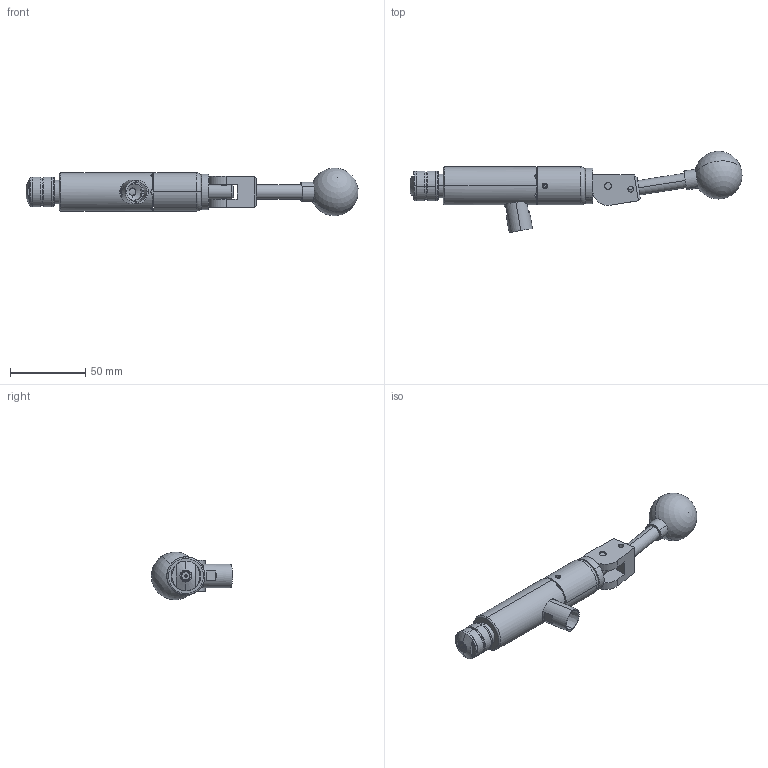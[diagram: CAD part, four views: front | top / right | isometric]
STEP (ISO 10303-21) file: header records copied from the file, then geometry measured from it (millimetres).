
FILE_DESCRIPTION (( 'STEP AP214' ), '1' );
FILE_NAME ('CTSC-003490.STEP', '2025-05-23T12:46:36', ( '' ), ( '' ), 'SwSTEP 2.0', 'SolidWorks 2023', '' );
FILE_SCHEMA (( 'AUTOMOTIVE_DESIGN' ));
Length unit declared in the file: inch
Products named in the file (1): CTSC-003490
Bounding box: 220.94 x 54.02 x 31.66 mm (x, y, z)
Volume: 85485.5 mm3; surface area: 27192.5 mm2
Topology: 10 solids, 10 shells, 282 faces, 661 edges, 415 vertices
Faces by surface type: cylinder 121, plane 97, cone 46, torus 13, bspline 3, sphere 2
Entity records: 12901 total; most frequent: CARTESIAN_POINT 2863, DIRECTION 1381, ORIENTED_EDGE 1308, EDGE_CURVE 654, AXIS2_PLACEMENT_3D 570, VERTEX_POINT 412, EDGE_LOOP 322, CIRCLE 290
